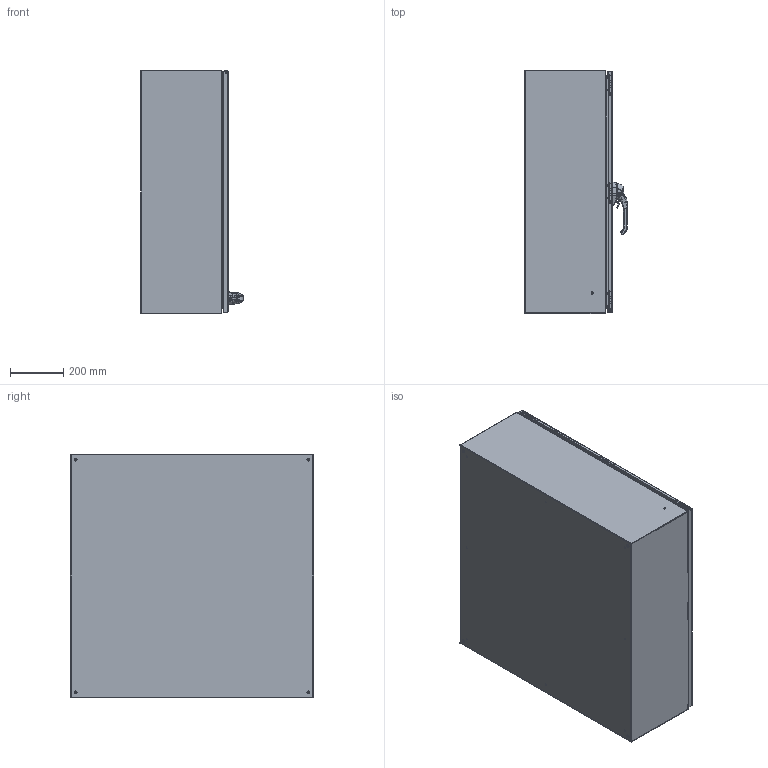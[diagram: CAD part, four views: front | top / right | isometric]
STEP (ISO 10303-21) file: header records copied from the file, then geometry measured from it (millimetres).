
FILE_DESCRIPTION((''),'2;1');
FILE_NAME('N412363612SS3PTC.iam.stp','2011-09-12T14:28:12',(''),(''),'Autodesk Inventor 2011','Autodesk Inventor 2011','');
FILE_SCHEMA(('AUTOMOTIVE_DESIGN { 1 0 10303 214 1 1 1 1 }'));
Length unit declared in the file: inch
Products named in the file (42): N412363612SS3PTC; N412363612SS3PTCBTB; N4123612SS3PTCLS; N4123612SS3PTCRS; 388151; 38846; HFW328176; 17376 PIN; 17380 SCREW; 17723 BOX LEAF; 17723-UTI BRACKET; 17910 SEALING WASHER; HFW328175; HFW3161; N4123636SS3PTCLID; HFW32451; 1091-73; 1091-B11_ASM; 1091-74-03; 1091-74-01; 1091-75; DIN3771_16X2_5; 2100-11; 1091-76; D125B_10_5; DIN985_M10; 1000-277-01; 1000-02; 1225-05; SPACER; 35196; 1000-B18_ASM; 1000-73; 1000-67; D6799_5; 1000-u49_asm; 1000-105; D933_M5X8; HFW37043-36; HFW37043-1049-08 ...
Assembly tree (63 placements, depth 4):
  N412363612SS3PTC
    N412363612SS3PTCBTB
    N4123612SS3PTCLS
    N4123612SS3PTCRS
    388151  x8
    38846  x2
    HFW328176  x3
      17376 PIN
      17380 SCREW
      17723 BOX LEAF
      17723-UTI BRACKET
      17910 SEALING WASHER
    HFW328175  x3
    HFW3161  x3
    N4123636SS3PTCLID
    HFW32451
      1091-73
      1091-B11_ASM
        1091-74-03
        1091-74-01
      1091-75
      DIN3771_16X2_5
      2100-11
      1091-76
      D125B_10_5
      DIN985_M10
      1000-277-01  x2
      1000-02
      1225-05
      SPACER
    35196
      1000-B18_ASM
        1000-73
        1000-67  x2
      D6799_5  x2
      1000-u49_asm  x2
        1000-105
        D933_M5X8
    HFW37043-36  x2
      HFW37043-1049-08
      HFW37043-1049-09
      HFW37043-1049-03-02  36
Bounding box: 385.23 x 914.4 x 914.4 mm (x, y, z)
Volume: 5751303.8 mm3; surface area: 6056978.6 mm2
Topology: 72 solids, 72 shells, 3434 faces, 8174 edges, 4863 vertices
Faces by surface type: cylinder 1263, plane 1153, bspline 384, cone 299, torus 242, sphere 93
Full cylindrical faces by diameter (mm): 2.362 x6, 2.5 x1, 2.7 x2, 3 x1, 3.1 x2, 3.15 x1, 3.175 x3, 3.317 x102, 3.5 x1, 3.861 x6, 3.962 x3, 4 x4, 4.064 x2, 4.166 x102, 4.2 x6, 4.25 x6, 4.3 x2, 4.366 x6, 4.572 x6, 4.762 x6, 5 x4, 5.4 x3, 6 x6, 6.2 x2, 6.35 x14, 6.502 x6, 6.985 x8, 7.5 x2, 7.62 x8, 7.874 x4
Entity records: 92005 total; most frequent: CARTESIAN_POINT 43515, DIRECTION 9989, ORIENTED_EDGE 9408, EDGE_CURVE 4704, AXIS2_PLACEMENT_3D 3910, VERTEX_POINT 2899, EDGE_LOOP 2479, VECTOR 2169
